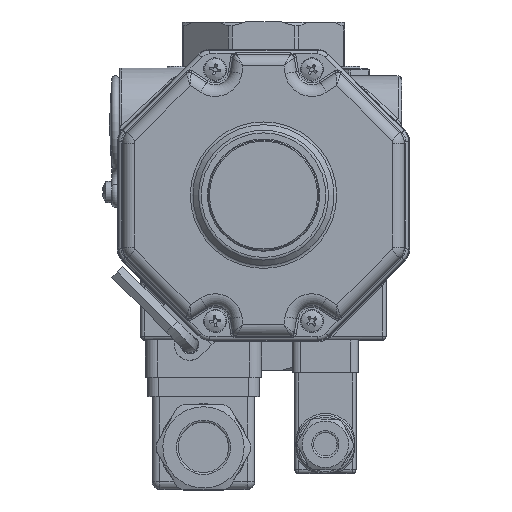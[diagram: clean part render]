
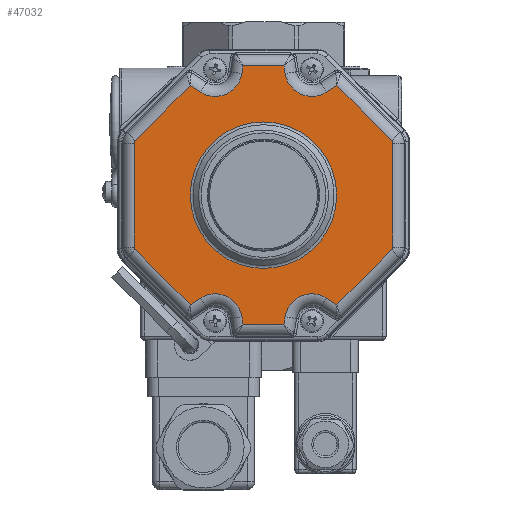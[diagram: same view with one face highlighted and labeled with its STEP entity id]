
A CAD part, top view. The second image highlights one B-rep face of the part: STEP entity #47032.
In plain terms, the highlighted face is planar.
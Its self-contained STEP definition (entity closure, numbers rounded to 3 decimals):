
#3425=CIRCLE('',#51185,1.);
#3430=CIRCLE('',#51193,1.);
#3438=CIRCLE('',#51206,7.);
#3447=CIRCLE('',#51220,1.);
#3451=CIRCLE('',#51227,7.);
#3455=CIRCLE('',#51232,1.);
#3490=CIRCLE('',#51319,7.);
#3491=CIRCLE('',#51320,7.);
#3492=CIRCLE('',#51321,18.914);
#12847=ORIENTED_EDGE('',*,*,#19990,.T.);
#12848=ORIENTED_EDGE('',*,*,#20169,.T.);
#12849=ORIENTED_EDGE('',*,*,#19980,.T.);
#12850=ORIENTED_EDGE('',*,*,#19976,.T.);
#12851=ORIENTED_EDGE('',*,*,#19982,.T.);
#12852=ORIENTED_EDGE('',*,*,#19985,.T.);
#12853=ORIENTED_EDGE('',*,*,#19992,.T.);
#12854=ORIENTED_EDGE('',*,*,#19997,.T.);
#12855=ORIENTED_EDGE('',*,*,#20007,.T.);
#12856=ORIENTED_EDGE('',*,*,#20013,.T.);
#12857=ORIENTED_EDGE('',*,*,#20016,.T.);
#12858=ORIENTED_EDGE('',*,*,#20027,.T.);
#12859=ORIENTED_EDGE('',*,*,#20038,.T.);
#12860=ORIENTED_EDGE('',*,*,#20044,.T.);
#12861=ORIENTED_EDGE('',*,*,#20050,.T.);
#12862=ORIENTED_EDGE('',*,*,#20054,.T.);
#12863=ORIENTED_EDGE('',*,*,#20048,.T.);
#12864=ORIENTED_EDGE('',*,*,#20042,.T.);
#12865=ORIENTED_EDGE('',*,*,#20036,.T.);
#12866=ORIENTED_EDGE('',*,*,#20031,.T.);
#12867=ORIENTED_EDGE('',*,*,#20021,.T.);
#12868=ORIENTED_EDGE('',*,*,#20170,.T.);
#12869=ORIENTED_EDGE('',*,*,#20011,.T.);
#12870=ORIENTED_EDGE('',*,*,#20001,.T.);
#12871=ORIENTED_EDGE('',*,*,#20171,.T.);
#19976=EDGE_CURVE('',#24116,#24118,#26797,.T.);
#19980=EDGE_CURVE('',#24119,#24116,#26800,.T.);
#19982=EDGE_CURVE('',#24118,#24122,#3425,.T.);
#19985=EDGE_CURVE('',#24122,#24124,#26801,.T.);
#19990=EDGE_CURVE('',#24125,#24128,#26804,.T.);
#19992=EDGE_CURVE('',#24124,#24130,#3430,.T.);
#19997=EDGE_CURVE('',#24130,#24133,#26805,.T.);
#20001=EDGE_CURVE('',#24134,#24125,#26808,.T.);
#20007=EDGE_CURVE('',#24133,#24139,#26809,.T.);
#20011=EDGE_CURVE('',#24140,#24134,#26812,.T.);
#20013=EDGE_CURVE('',#24139,#24143,#3438,.T.);
#20016=EDGE_CURVE('',#24143,#24145,#26813,.T.);
#20021=EDGE_CURVE('',#24146,#24149,#26816,.T.);
#20027=EDGE_CURVE('',#24145,#24153,#26817,.T.);
#20031=EDGE_CURVE('',#24154,#24146,#26820,.T.);
#20036=EDGE_CURVE('',#24157,#24154,#3447,.T.);
#20038=EDGE_CURVE('',#24153,#24160,#26821,.T.);
#20042=EDGE_CURVE('',#24161,#24157,#26824,.T.);
#20044=EDGE_CURVE('',#24160,#24164,#3451,.T.);
#20048=EDGE_CURVE('',#24165,#24161,#3455,.T.);
#20050=EDGE_CURVE('',#24164,#24168,#26825,.T.);
#20054=EDGE_CURVE('',#24168,#24165,#26828,.T.);
#20169=EDGE_CURVE('',#24128,#24119,#3490,.T.);
#20170=EDGE_CURVE('',#24149,#24140,#3491,.T.);
#20171=EDGE_CURVE('',#24232,#24232,#3492,.T.);
#24116=VERTEX_POINT('',#79900);
#24118=VERTEX_POINT('',#79919);
#24119=VERTEX_POINT('',#79924);
#24122=VERTEX_POINT('',#79931);
#24124=VERTEX_POINT('',#79937);
#24125=VERTEX_POINT('',#79956);
#24128=VERTEX_POINT('',#79961);
#24130=VERTEX_POINT('',#79966);
#24133=VERTEX_POINT('',#80045);
#24134=VERTEX_POINT('',#80064);
#24139=VERTEX_POINT('',#80183);
#24140=VERTEX_POINT('',#80188);
#24143=VERTEX_POINT('',#80195);
#24145=VERTEX_POINT('',#80215);
#24146=VERTEX_POINT('',#80234);
#24149=VERTEX_POINT('',#80239);
#24153=VERTEX_POINT('',#80370);
#24154=VERTEX_POINT('',#80375);
#24157=VERTEX_POINT('',#80440);
#24160=VERTEX_POINT('',#80447);
#24161=VERTEX_POINT('',#80452);
#24164=VERTEX_POINT('',#80459);
#24165=VERTEX_POINT('',#80464);
#24168=VERTEX_POINT('',#80485);
#24232=VERTEX_POINT('',#80772);
#26797=LINE('',#79920,#29222);
#26800=LINE('',#79927,#29225);
#26801=LINE('',#79938,#29226);
#26804=LINE('',#79962,#29229);
#26805=LINE('',#80046,#29230);
#26808=LINE('',#80067,#29233);
#26809=LINE('',#80184,#29234);
#26812=LINE('',#80191,#29237);
#26813=LINE('',#80216,#29238);
#26816=LINE('',#80240,#29241);
#26817=LINE('',#80371,#29242);
#26820=LINE('',#80378,#29245);
#26821=LINE('',#80448,#29246);
#26824=LINE('',#80455,#29249);
#26825=LINE('',#80486,#29250);
#26828=LINE('',#80506,#29253);
#29222=VECTOR('',#60888,1000.);
#29225=VECTOR('',#60895,1000.);
#29226=VECTOR('',#60908,1000.);
#29229=VECTOR('',#60915,1000.);
#29230=VECTOR('',#60928,1000.);
#29233=VECTOR('',#60933,1000.);
#29234=VECTOR('',#60942,1000.);
#29237=VECTOR('',#60949,1000.);
#29238=VECTOR('',#60960,1000.);
#29241=VECTOR('',#60967,1000.);
#29242=VECTOR('',#60974,1000.);
#29245=VECTOR('',#60981,1000.);
#29246=VECTOR('',#60996,1000.);
#29249=VECTOR('',#61003,1000.);
#29250=VECTOR('',#61022,1000.);
#29253=VECTOR('',#61027,1000.);
#32048=EDGE_LOOP('',(#12847,#12848,#12849,#12850,#12851,#12852,#12853,#12854,
#12855,#12856,#12857,#12858,#12859,#12860,#12861,#12862,#12863,#12864,#12865,
#12866,#12867,#12868,#12869,#12870));
#32049=EDGE_LOOP('',(#12871));
#34941=FACE_BOUND('',#32048,.T.);
#34942=FACE_BOUND('',#32049,.T.);
#36287=PLANE('',#51318);
#47032=ADVANCED_FACE('',(#34941,#34942),#36287,.T.);
#51185=AXIS2_PLACEMENT_3D('',#79932,#60900,#60901);
#51193=AXIS2_PLACEMENT_3D('',#79967,#60920,#60921);
#51206=AXIS2_PLACEMENT_3D('',#80196,#60954,#60955);
#51220=AXIS2_PLACEMENT_3D('',#80443,#60990,#60991);
#51227=AXIS2_PLACEMENT_3D('',#80460,#61008,#61009);
#51232=AXIS2_PLACEMENT_3D('',#80467,#61018,#61019);
#51318=AXIS2_PLACEMENT_3D('',#80768,#61274,#61275);
#51319=AXIS2_PLACEMENT_3D('',#80769,#61276,#61277);
#51320=AXIS2_PLACEMENT_3D('',#80770,#61278,#61279);
#51321=AXIS2_PLACEMENT_3D('',#80771,#61280,#61281);
#60888=DIRECTION('',(-0.707,0.,0.707));
#60895=DIRECTION('',(-0.844,0.,-0.536));
#60900=DIRECTION('',(0.,1.,0.));
#60901=DIRECTION('',(0.,0.,1.));
#60908=DIRECTION('',(0.,0.,1.));
#60915=DIRECTION('',(-0.156,0.,0.988));
#60920=DIRECTION('',(0.,1.,0.));
#60921=DIRECTION('',(0.,0.,1.));
#60928=DIRECTION('',(0.707,0.,0.707));
#60933=DIRECTION('',(-1.,0.,0.));
#60942=DIRECTION('',(0.844,0.,-0.536));
#60949=DIRECTION('',(-0.156,0.,-0.988));
#60954=DIRECTION('',(0.,-1.,0.));
#60955=DIRECTION('',(0.,0.,1.));
#60960=DIRECTION('',(0.156,0.,0.988));
#60967=DIRECTION('',(-0.844,0.,0.536));
#60974=DIRECTION('',(1.,0.,0.));
#60981=DIRECTION('',(-0.707,0.,-0.707));
#60990=DIRECTION('',(0.,1.,0.));
#60991=DIRECTION('',(0.,0.,1.));
#60996=DIRECTION('',(0.156,0.,-0.988));
#61003=DIRECTION('',(0.,0.,-1.));
#61008=DIRECTION('',(0.,-1.,0.));
#61009=DIRECTION('',(0.,0.,1.));
#61018=DIRECTION('',(0.,1.,0.));
#61019=DIRECTION('',(0.,0.,1.));
#61022=DIRECTION('',(0.844,0.,0.536));
#61027=DIRECTION('',(0.707,0.,-0.707));
#61274=DIRECTION('',(0.,1.,0.));
#61275=DIRECTION('',(0.,0.,1.));
#61276=DIRECTION('',(0.,-1.,0.));
#61277=DIRECTION('',(0.,0.,1.));
#61278=DIRECTION('',(0.,-1.,0.));
#61279=DIRECTION('',(0.,0.,1.));
#61280=DIRECTION('',(0.,-1.,0.));
#61281=DIRECTION('',(0.,0.,1.));
#79900=CARTESIAN_POINT('',(-18.939,26.,-28.296));
#79919=CARTESIAN_POINT('',(-33.107,26.,-14.128));
#79920=CARTESIAN_POINT('',(-33.107,26.,-14.128));
#79924=CARTESIAN_POINT('',(-16.251,26.,-26.59));
#79927=CARTESIAN_POINT('',(-20.292,26.,-29.154));
#79931=CARTESIAN_POINT('',(-33.4,26.,-13.421));
#79932=CARTESIAN_POINT('',(-32.4,26.,-13.421));
#79937=CARTESIAN_POINT('',(-33.4,26.,13.421));
#79938=CARTESIAN_POINT('',(-33.4,26.,13.421));
#79956=CARTESIAN_POINT('',(-5.27,26.,-33.4));
#79961=CARTESIAN_POINT('',(-5.586,26.,-31.405));
#79962=CARTESIAN_POINT('',(-10.302,26.,-1.632));
#79966=CARTESIAN_POINT('',(-33.107,26.,14.128));
#79967=CARTESIAN_POINT('',(-32.4,26.,13.421));
#80045=CARTESIAN_POINT('',(-18.939,26.,28.296));
#80046=CARTESIAN_POINT('',(-17.806,26.,29.429));
#80064=CARTESIAN_POINT('',(5.27,26.,-33.4));
#80067=CARTESIAN_POINT('',(-6.978,26.,-33.4));
#80183=CARTESIAN_POINT('',(-16.251,26.,26.59));
#80184=CARTESIAN_POINT('',(7.364,26.,11.603));
#80188=CARTESIAN_POINT('',(5.586,26.,-31.405));
#80191=CARTESIAN_POINT('',(5.003,26.,-35.087));
#80195=CARTESIAN_POINT('',(-5.586,26.,31.405));
#80196=CARTESIAN_POINT('',(-12.5,26.,32.5));
#80215=CARTESIAN_POINT('',(-5.27,26.,33.4));
#80216=CARTESIAN_POINT('',(-5.003,26.,35.087));
#80234=CARTESIAN_POINT('',(18.939,26.,-28.296));
#80239=CARTESIAN_POINT('',(16.251,26.,-26.59));
#80240=CARTESIAN_POINT('',(-7.364,26.,-11.603));
#80370=CARTESIAN_POINT('',(5.27,26.,33.4));
#80371=CARTESIAN_POINT('',(6.978,26.,33.4));
#80375=CARTESIAN_POINT('',(33.107,26.,-14.128));
#80378=CARTESIAN_POINT('',(17.806,26.,-29.429));
#80440=CARTESIAN_POINT('',(33.4,26.,-13.421));
#80443=CARTESIAN_POINT('',(32.4,26.,-13.421));
#80447=CARTESIAN_POINT('',(5.586,26.,31.405));
#80448=CARTESIAN_POINT('',(10.302,26.,1.632));
#80452=CARTESIAN_POINT('',(33.4,26.,13.421));
#80455=CARTESIAN_POINT('',(33.4,26.,-13.421));
#80459=CARTESIAN_POINT('',(16.251,26.,26.59));
#80460=CARTESIAN_POINT('',(12.5,26.,32.5));
#80464=CARTESIAN_POINT('',(33.107,26.,14.128));
#80467=CARTESIAN_POINT('',(32.4,26.,13.421));
#80485=CARTESIAN_POINT('',(18.939,26.,28.296));
#80486=CARTESIAN_POINT('',(20.292,26.,29.154));
#80506=CARTESIAN_POINT('',(33.107,26.,14.128));
#80768=CARTESIAN_POINT('',(0.,26.,0.));
#80769=CARTESIAN_POINT('',(-12.5,26.,-32.5));
#80770=CARTESIAN_POINT('',(12.5,26.,-32.5));
#80771=CARTESIAN_POINT('',(0.,26.,0.));
#80772=CARTESIAN_POINT('',(0.,26.,18.914));
